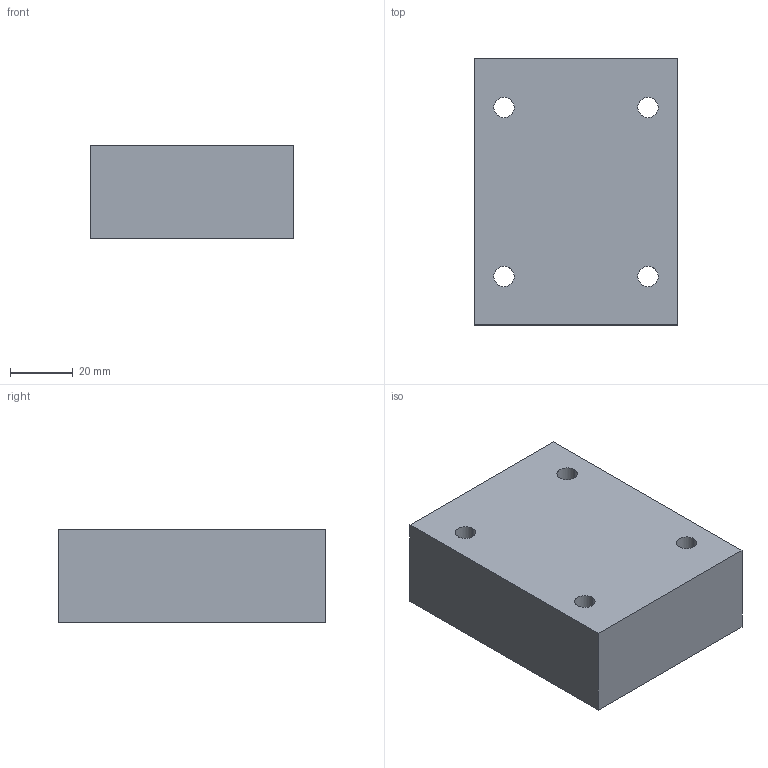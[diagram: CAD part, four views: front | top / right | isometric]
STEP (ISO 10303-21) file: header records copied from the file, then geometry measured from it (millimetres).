
FILE_DESCRIPTION(/* description */ (''),/* implementation_level */ '2;1');
FILE_NAME(/* name */ 'eb215',/* time_stamp */ '2013-08-21T10:13:37+02:00',/* author */ (''),/* organization */ (''),/* preprocessor_version */ 'ST-DEVELOPER v10',/* originating_system */ '',/* authorisation */ '');
FILE_SCHEMA (('CONFIG_CONTROL_DESIGN'));
Length unit declared in the file: millimetre
Products named in the file (1): 1
Bounding box: 65 x 85 x 30 mm (x, y, z)
Volume: 158885.8 mm3; surface area: 23172.9 mm2
Topology: 1 solids, 1 shells, 44 faces, 116 edges, 84 vertices
Faces by surface type: bspline 28, plane 16
Entity records: 1542 total; most frequent: CARTESIAN_POINT 762, ORIENTED_EDGE 232, EDGE_CURVE 116, VERTEX_POINT 84, EDGE_LOOP 62, ADVANCED_FACE 44, FACE_OUTER_BOUND 44, B_SPLINE_CURVE_WITH_KNOTS 40
